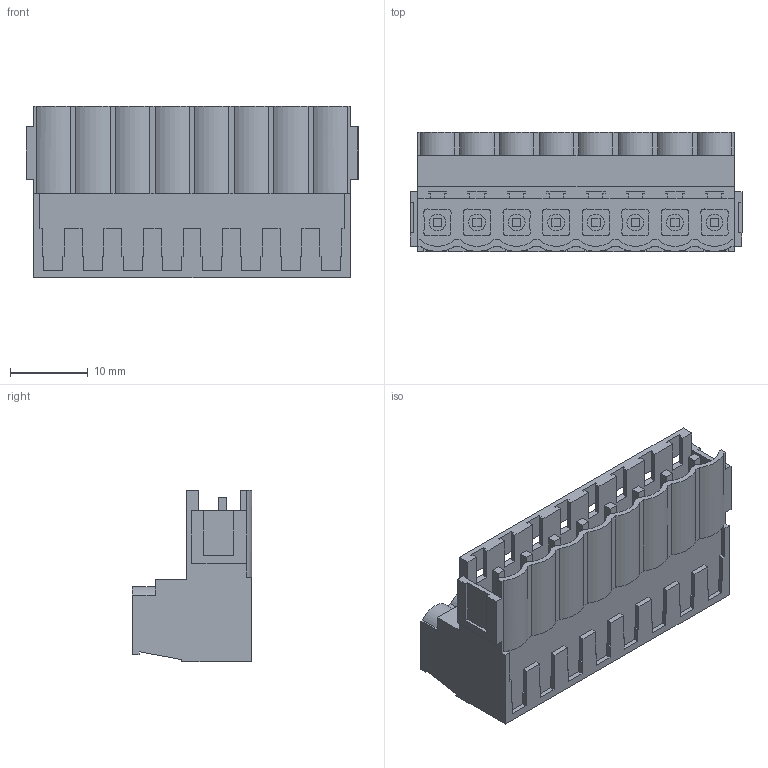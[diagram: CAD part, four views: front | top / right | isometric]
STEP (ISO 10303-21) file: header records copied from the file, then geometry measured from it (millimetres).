
FILE_DESCRIPTION(('CATIA V5 STEP Exchange','CAx-IF Rec.Pracs.--- Model Styling and Organization---1.4--- 2014-01-23'),'2;1');
FILE_NAME ('D1541298_0_1465190000_1465190000.stp','2022-08-02T08:09:50+00:00',('none'),('Weidmueller'),'CATIA Version 5-6 Release 2016 SP3 HF44','CATIA V5 STEP AP214','none');
FILE_SCHEMA(('AUTOMOTIVE_DESIGN { 1 0 10303 214 1 1 1 1 }'));
Length unit declared in the file: millimetre
Products named in the file (1): 1465190000
Bounding box: 42.6 x 15.3 x 22.05 mm (x, y, z)
Volume: 7006.4 mm3; surface area: 6265.2 mm2
Topology: 17 solids, 17 shells, 585 faces, 1526 edges, 1007 vertices
Faces by surface type: plane 449, cylinder 104, extrusion 32
Entity records: 17544 total; most frequent: CARTESIAN_POINT 4131, ORIENTED_EDGE 3052, DIRECTION 2152, EDGE_CURVE 1526, VECTOR 1252, LINE 1220, VERTEX_POINT 1007, EDGE_LOOP 633
